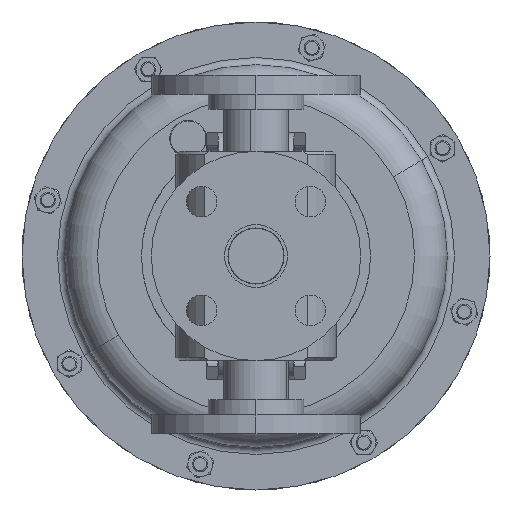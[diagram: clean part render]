
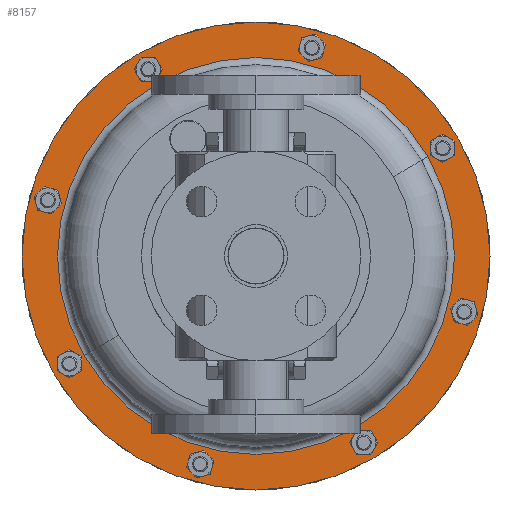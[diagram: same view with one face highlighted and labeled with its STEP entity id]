
A CAD part, front view. The second image highlights one B-rep face of the part: STEP entity #8157.
In plain terms, the highlighted planar face has unit normal (0, -1, 0).
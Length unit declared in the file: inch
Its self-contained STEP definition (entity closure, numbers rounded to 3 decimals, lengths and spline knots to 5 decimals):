
#686 = CIRCLE ( 'NONE', #14703, 4.029 ) ;
#1236 = CIRCLE ( 'NONE', #5922, 4.75 ) ;
#1253 = VERTEX_POINT ( 'NONE', #17930 ) ;
#1280 = DIRECTION ( 'NONE',  ( 0., 1., 0. ) ) ;
#1312 = VERTEX_POINT ( 'NONE', #11226 ) ;
#2084 = EDGE_CURVE ( 'NONE', #1312, #1253, #686, .T. ) ;
#2124 = CARTESIAN_POINT ( 'NONE',  ( 0., 8.997, 2.125 ) ) ;
#2450 = PLANE ( 'NONE',  #9113 ) ;
#3495 = DIRECTION ( 'NONE',  ( -0.866, 0., -0.5 ) ) ;
#3794 = ORIENTED_EDGE ( 'NONE', *, *, #2084, .T. ) ;
#3907 = FACE_BOUND ( 'NONE', #9265, .T. ) ;
#4201 = EDGE_CURVE ( 'NONE', #12671, #16172, #1236, .T. ) ;
#4229 = CARTESIAN_POINT ( 'NONE',  ( 0., 8.997, 2.125 ) ) ;
#4719 = CIRCLE ( 'NONE', #12896, 4.75 ) ;
#5624 = DIRECTION ( 'NONE',  ( -0.866, 0., -0.5 ) ) ;
#5922 = AXIS2_PLACEMENT_3D ( 'NONE', #2124, #11783, #3495 ) ;
#6531 = EDGE_CURVE ( 'NONE', #1253, #1312, #16302, .T. ) ;
#7051 = CARTESIAN_POINT ( 'NONE',  ( 4.11362, 8.997, 4.5 ) ) ;
#7977 = DIRECTION ( 'NONE',  ( 0.866, 0., 0.5 ) ) ;
#8029 = CARTESIAN_POINT ( 'NONE',  ( 0., 8.997, 2.125 ) ) ;
#8157 = ADVANCED_FACE ( 'NONE', ( #3907, #10433 ), #2450, .T. ) ;
#8363 = AXIS2_PLACEMENT_3D ( 'NONE', #4229, #13896, #5624 ) ;
#9113 = AXIS2_PLACEMENT_3D ( 'NONE', #13494, #16263, #7977 ) ;
#9265 = EDGE_LOOP ( 'NONE', ( #16860, #3794 ) ) ;
#9444 = DIRECTION ( 'NONE',  ( -0.866, 0., -0.5 ) ) ;
#9578 = CARTESIAN_POINT ( 'NONE',  ( 0., 8.997, 2.125 ) ) ;
#10433 = FACE_OUTER_BOUND ( 'NONE', #12631, .T. ) ;
#10467 = CARTESIAN_POINT ( 'NONE',  ( -4.11362, 8.997, -0.25 ) ) ;
#10866 = ORIENTED_EDGE ( 'NONE', *, *, #13149, .F. ) ;
#10977 = DIRECTION ( 'NONE',  ( -0.866, 0., -0.5 ) ) ;
#11226 = CARTESIAN_POINT ( 'NONE',  ( 3.48922, 8.997, 4.1395 ) ) ;
#11783 = DIRECTION ( 'NONE',  ( 0., 1., 0. ) ) ;
#11785 = ORIENTED_EDGE ( 'NONE', *, *, #4201, .F. ) ;
#12631 = EDGE_LOOP ( 'NONE', ( #11785, #10866 ) ) ;
#12671 = VERTEX_POINT ( 'NONE', #10467 ) ;
#12896 = AXIS2_PLACEMENT_3D ( 'NONE', #9578, #1280, #10977 ) ;
#13149 = EDGE_CURVE ( 'NONE', #16172, #12671, #4719, .T. ) ;
#13494 = CARTESIAN_POINT ( 'NONE',  ( -2.375, 8.997, 6.23862 ) ) ;
#13896 = DIRECTION ( 'NONE',  ( 0., 1., 0. ) ) ;
#14703 = AXIS2_PLACEMENT_3D ( 'NONE', #8029, #17733, #9444 ) ;
#16172 = VERTEX_POINT ( 'NONE', #7051 ) ;
#16263 = DIRECTION ( 'NONE',  ( 0., -1., 0. ) ) ;
#16302 = CIRCLE ( 'NONE', #8363, 4.029 ) ;
#16860 = ORIENTED_EDGE ( 'NONE', *, *, #6531, .T. ) ;
#17733 = DIRECTION ( 'NONE',  ( 0., 1., 0. ) ) ;
#17930 = CARTESIAN_POINT ( 'NONE',  ( -3.48922, 8.997, 0.1105 ) ) ;
